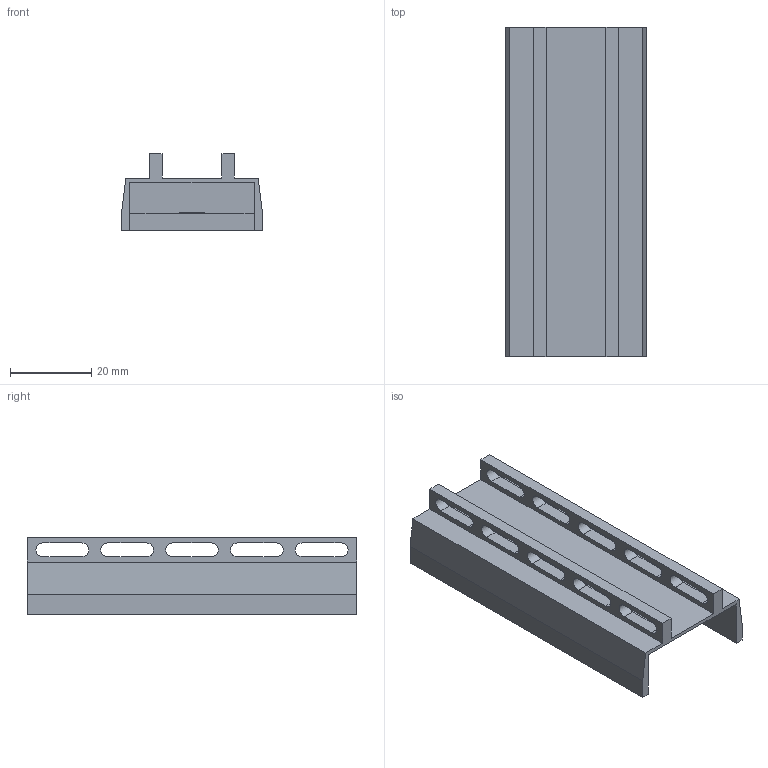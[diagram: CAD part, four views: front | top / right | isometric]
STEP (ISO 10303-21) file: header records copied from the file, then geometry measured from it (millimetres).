
FILE_DESCRIPTION (( 'STEP AP214' ), '1' );
FILE_NAME ('Top.STEP', '2021-10-22T08:11:05', ( '' ), ( '' ), 'SwSTEP 2.0', 'SolidWorks 2021', '' );
FILE_SCHEMA (( 'AUTOMOTIVE_DESIGN' ));
Length unit declared in the file: centimetre
Products named in the file (1): Top
Bounding box: 34.65 x 81.2 x 18.9 mm (x, y, z)
Volume: 18779.2 mm3; surface area: 12591 mm2
Topology: 1 solids, 1 shells, 98 faces, 268 edges, 172 vertices
Faces by surface type: plane 54, cylinder 36, cone 8
Entity records: 3118 total; most frequent: CARTESIAN_POINT 531, DIRECTION 530, ORIENTED_EDGE 520, EDGE_CURVE 260, LINE 188, VECTOR 188, VERTEX_POINT 172, AXIS2_PLACEMENT_3D 171
